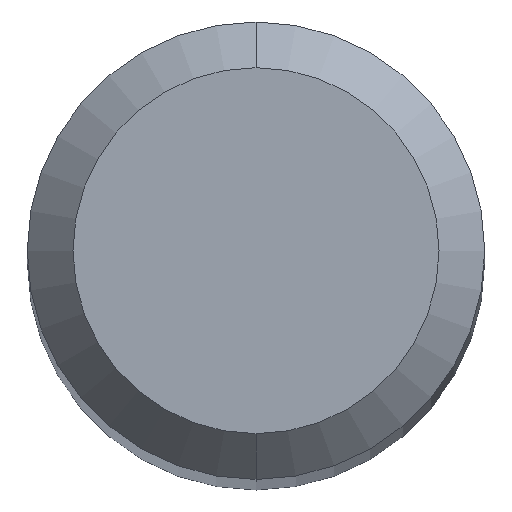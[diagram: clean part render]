
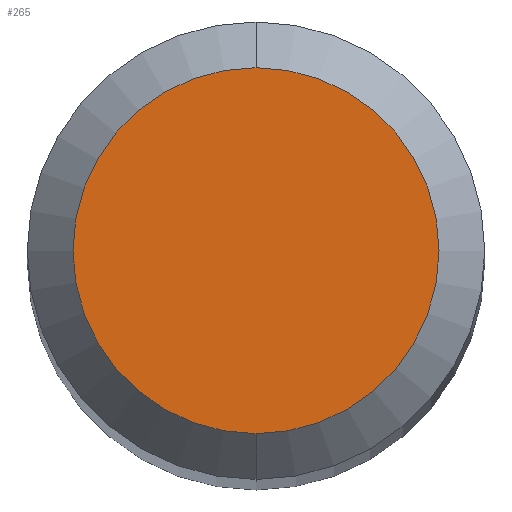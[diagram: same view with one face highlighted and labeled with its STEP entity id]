
A CAD part, top view. The second image highlights one B-rep face of the part: STEP entity #265.
In plain terms, the highlighted planar face has unit normal (0, 0, 1).
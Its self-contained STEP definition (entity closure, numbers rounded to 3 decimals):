
#245=EDGE_CURVE('',#425,#423,#543,.T.);
#265=ADVANCED_FACE('',(#568),#569,.T.);
#335=EDGE_CURVE('',#423,#425,#645,.T.);
#423=VERTEX_POINT('',#741);
#425=VERTEX_POINT('',#743);
#543=CIRCLE('',#991,1.2);
#568=FACE_OUTER_BOUND('',#1034,.T.);
#569=PLANE('',#1035);
#645=CIRCLE('',#1169,1.2);
#741=CARTESIAN_POINT('',(0.0,1.2,0.0));
#743=CARTESIAN_POINT('',(0.,-1.2,0.0));
#991=AXIS2_PLACEMENT_3D('',#1458,#1459,#1460);
#1034=EDGE_LOOP('',(#1512,#1513));
#1035=AXIS2_PLACEMENT_3D('',#1514,#1515,#1516);
#1169=AXIS2_PLACEMENT_3D('',#1595,#1596,#1597);
#1458=CARTESIAN_POINT('',(0.0,0.0,0.0));
#1459=DIRECTION('',(0.0,0.0,-1.0));
#1460=DIRECTION('',(0.0,1.0,0.0));
#1512=ORIENTED_EDGE('',*,*,#335,.F.);
#1513=ORIENTED_EDGE('',*,*,#245,.F.);
#1514=CARTESIAN_POINT('',(0.0,0.6,0.0));
#1515=DIRECTION('',(-0.0,0.0,1.0));
#1516=DIRECTION('',(0.0,-1.0,0.0));
#1595=CARTESIAN_POINT('',(0.0,0.0,0.0));
#1596=DIRECTION('',(0.0,0.0,-1.0));
#1597=DIRECTION('',(0.0,1.0,0.0));
